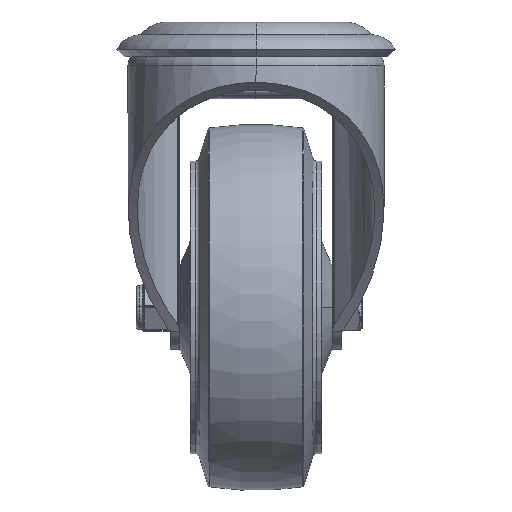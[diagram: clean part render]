
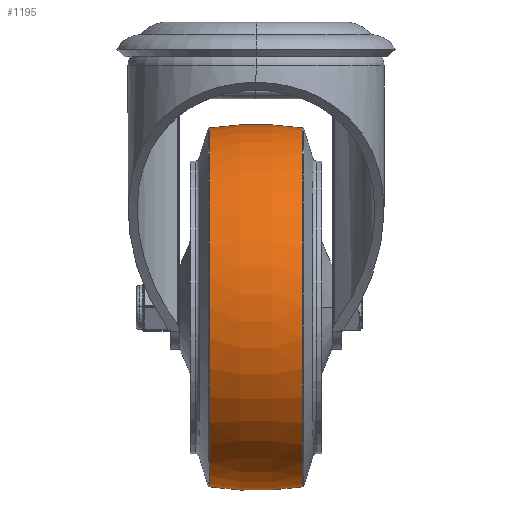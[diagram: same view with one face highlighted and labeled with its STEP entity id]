
A CAD part, left-side view. The second image highlights one B-rep face of the part: STEP entity #1195.
In plain terms, the highlighted toroidal (fillet/blend) face has major radius 35 mm and minor radius 85 mm.
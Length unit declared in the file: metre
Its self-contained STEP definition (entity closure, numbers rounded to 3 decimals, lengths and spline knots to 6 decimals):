
#1195=ADVANCED_FACE('37:114467',(#2382),#2383,.T.);
#2382=FACE_OUTER_BOUND('',#4938,.T.);
#2383=TOROIDAL_SURFACE('',#4939,-0.035,0.085);
#4938=EDGE_LOOP('',(#12949,#12950,#12951,#12952));
#4939=AXIS2_PLACEMENT_3D('',#12953,#12954,#12955);
#12949=ORIENTED_EDGE('',*,*,#19905,.T.);
#12950=ORIENTED_EDGE('',*,*,#19940,.F.);
#12951=ORIENTED_EDGE('',*,*,#19907,.T.);
#12952=ORIENTED_EDGE('',*,*,#19939,.T.);
#12953=CARTESIAN_POINT('',(0.0,0.,0.0));
#12954=DIRECTION('',(0.0,-1.0,0.));
#12955=DIRECTION('',(0.0,0.,-1.0));
#19905=EDGE_CURVE('',#22362,#22354,#22363,.T.);
#19907=EDGE_CURVE('',#22357,#22364,#22366,.T.);
#19939=EDGE_CURVE('37:114503',#22364,#22362,#22412,.T.);
#19940=EDGE_CURVE('37:114506',#22357,#22354,#22413,.T.);
#22354=VERTEX_POINT('',#26742);
#22357=VERTEX_POINT('',#26745);
#22362=VERTEX_POINT('',#26750);
#22363=CIRCLE('',#26751,0.085);
#22364=VERTEX_POINT('',#26752);
#22366=CIRCLE('',#26754,0.085);
#22412=CIRCLE('',#26808,0.049045);
#22413=CIRCLE('',#26809,0.049045);
#26742=CARTESIAN_POINT('',(0.,-0.012707,-0.049045));
#26745=CARTESIAN_POINT('',(0.0,-0.012707,0.049045));
#26750=CARTESIAN_POINT('',(0.,0.012707,-0.049045));
#26751=AXIS2_PLACEMENT_3D('',#34898,#34899,#34900);
#26752=CARTESIAN_POINT('',(0.0,0.012707,0.049045));
#26754=AXIS2_PLACEMENT_3D('',#34904,#34905,#34906);
#26808=AXIS2_PLACEMENT_3D('',#34984,#34985,#34986);
#26809=AXIS2_PLACEMENT_3D('',#34987,#34988,#34989);
#34898=CARTESIAN_POINT('',(0.,0.,0.035));
#34899=DIRECTION('',(-1.0,0.,0.));
#34900=DIRECTION('',(0.,0.,-1.0));
#34904=CARTESIAN_POINT('',(0.,0.,-0.035));
#34905=DIRECTION('',(-1.0,0.,0.));
#34906=DIRECTION('',(0.,0.,1.0));
#34984=CARTESIAN_POINT('',(0.0,0.012707,0.));
#34985=DIRECTION('',(-0.0,-1.0,0.));
#34986=DIRECTION('',(0.0,0.,1.0));
#34987=CARTESIAN_POINT('',(0.0,-0.012707,0.));
#34988=DIRECTION('',(-0.0,-1.0,0.));
#34989=DIRECTION('',(0.0,0.,1.0));
